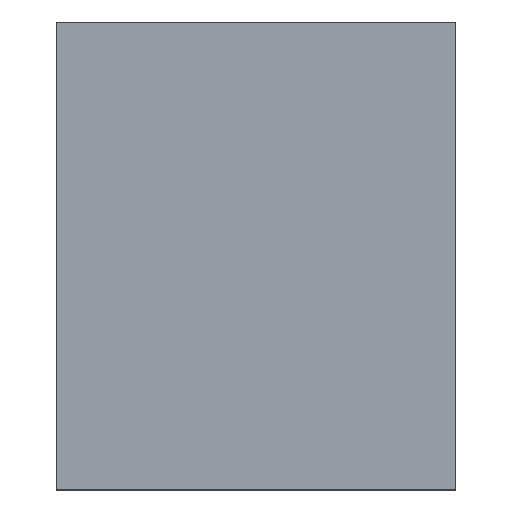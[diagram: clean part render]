
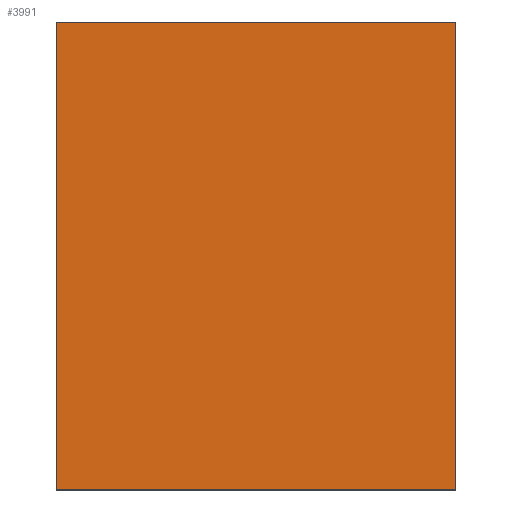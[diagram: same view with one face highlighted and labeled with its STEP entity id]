
A CAD part, top view. The second image highlights one B-rep face of the part: STEP entity #3991.
In plain terms, the highlighted planar face has unit normal (0, 0, 1).
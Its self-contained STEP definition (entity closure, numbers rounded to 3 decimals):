
#1847 = PLANE('',#1848);
#1848 = AXIS2_PLACEMENT_3D('',#1849,#1850,#1851);
#1849 = CARTESIAN_POINT('',(12.6,-14.68,0.55));
#1850 = DIRECTION('',(0.,1.,0.));
#1851 = DIRECTION('',(0.,0.,-1.));
#3838 = EDGE_CURVE('',#3839,#3841,#3843,.T.);
#3839 = VERTEX_POINT('',#3840);
#3840 = CARTESIAN_POINT('',(12.6,-14.68,14.95));
#3841 = VERTEX_POINT('',#3842);
#3842 = CARTESIAN_POINT('',(-2.6,-14.68,14.95));
#3843 = SURFACE_CURVE('',#3844,(#3848,#3855),.PCURVE_S1.);
#3844 = LINE('',#3845,#3846);
#3845 = CARTESIAN_POINT('',(12.6,-14.68,14.95));
#3846 = VECTOR('',#3847,1.);
#3847 = DIRECTION('',(-1.,0.,0.));
#3848 = PCURVE('',#1847,#3849);
#3849 = DEFINITIONAL_REPRESENTATION('',(#3850),#3854);
#3850 = LINE('',#3851,#3852);
#3851 = CARTESIAN_POINT('',(-14.4,0.));
#3852 = VECTOR('',#3853,1.);
#3853 = DIRECTION('',(0.,1.));
#3854 = ( GEOMETRIC_REPRESENTATION_CONTEXT(2) 
PARAMETRIC_REPRESENTATION_CONTEXT() REPRESENTATION_CONTEXT('2D SPACE',''
  ) );
#3855 = PCURVE('',#3856,#3861);
#3856 = PLANE('',#3857);
#3857 = AXIS2_PLACEMENT_3D('',#3858,#3859,#3860);
#3858 = CARTESIAN_POINT('',(12.6,3.12,14.95));
#3859 = DIRECTION('',(0.,0.,1.));
#3860 = DIRECTION('',(1.,0.,0.));
#3861 = DEFINITIONAL_REPRESENTATION('',(#3862),#3866);
#3862 = LINE('',#3863,#3864);
#3863 = CARTESIAN_POINT('',(0.,-17.8));
#3864 = VECTOR('',#3865,1.);
#3865 = DIRECTION('',(-1.,0.));
#3866 = ( GEOMETRIC_REPRESENTATION_CONTEXT(2) 
PARAMETRIC_REPRESENTATION_CONTEXT() REPRESENTATION_CONTEXT('2D SPACE',''
  ) );
#3884 = PLANE('',#3885);
#3885 = AXIS2_PLACEMENT_3D('',#3886,#3887,#3888);
#3886 = CARTESIAN_POINT('',(-2.6,-14.68,0.55));
#3887 = DIRECTION('',(1.,0.,0.));
#3888 = DIRECTION('',(0.,0.,-1.));
#3938 = PLANE('',#3939);
#3939 = AXIS2_PLACEMENT_3D('',#3940,#3941,#3942);
#3940 = CARTESIAN_POINT('',(12.6,-14.68,0.55));
#3941 = DIRECTION('',(-1.,0.,0.));
#3942 = DIRECTION('',(0.,1.,0.));
#3991 = ADVANCED_FACE('',(#3992),#3856,.T.);
#3992 = FACE_BOUND('',#3993,.T.);
#3993 = EDGE_LOOP('',(#3994,#4017,#4045,#4066));
#3994 = ORIENTED_EDGE('',*,*,#3995,.F.);
#3995 = EDGE_CURVE('',#3996,#3839,#3998,.T.);
#3996 = VERTEX_POINT('',#3997);
#3997 = CARTESIAN_POINT('',(12.6,3.12,14.95));
#3998 = SURFACE_CURVE('',#3999,(#4003,#4010),.PCURVE_S1.);
#3999 = LINE('',#4000,#4001);
#4000 = CARTESIAN_POINT('',(12.6,-14.68,14.95));
#4001 = VECTOR('',#4002,1.);
#4002 = DIRECTION('',(0.,-1.,0.));
#4003 = PCURVE('',#3856,#4004);
#4004 = DEFINITIONAL_REPRESENTATION('',(#4005),#4009);
#4005 = LINE('',#4006,#4007);
#4006 = CARTESIAN_POINT('',(0.,-17.8));
#4007 = VECTOR('',#4008,1.);
#4008 = DIRECTION('',(0.,-1.));
#4009 = ( GEOMETRIC_REPRESENTATION_CONTEXT(2) 
PARAMETRIC_REPRESENTATION_CONTEXT() REPRESENTATION_CONTEXT('2D SPACE',''
  ) );
#4010 = PCURVE('',#3938,#4011);
#4011 = DEFINITIONAL_REPRESENTATION('',(#4012),#4016);
#4012 = LINE('',#4013,#4014);
#4013 = CARTESIAN_POINT('',(0.,-14.4));
#4014 = VECTOR('',#4015,1.);
#4015 = DIRECTION('',(-1.,0.));
#4016 = ( GEOMETRIC_REPRESENTATION_CONTEXT(2) 
PARAMETRIC_REPRESENTATION_CONTEXT() REPRESENTATION_CONTEXT('2D SPACE',''
  ) );
#4017 = ORIENTED_EDGE('',*,*,#4018,.F.);
#4018 = EDGE_CURVE('',#4019,#3996,#4021,.T.);
#4019 = VERTEX_POINT('',#4020);
#4020 = CARTESIAN_POINT('',(-2.6,3.12,14.95));
#4021 = SURFACE_CURVE('',#4022,(#4026,#4033),.PCURVE_S1.);
#4022 = LINE('',#4023,#4024);
#4023 = CARTESIAN_POINT('',(12.6,3.12,14.95));
#4024 = VECTOR('',#4025,1.);
#4025 = DIRECTION('',(1.,0.,0.));
#4026 = PCURVE('',#3856,#4027);
#4027 = DEFINITIONAL_REPRESENTATION('',(#4028),#4032);
#4028 = LINE('',#4029,#4030);
#4029 = CARTESIAN_POINT('',(0.,0.));
#4030 = VECTOR('',#4031,1.);
#4031 = DIRECTION('',(1.,0.));
#4032 = ( GEOMETRIC_REPRESENTATION_CONTEXT(2) 
PARAMETRIC_REPRESENTATION_CONTEXT() REPRESENTATION_CONTEXT('2D SPACE',''
  ) );
#4033 = PCURVE('',#4034,#4039);
#4034 = PLANE('',#4035);
#4035 = AXIS2_PLACEMENT_3D('',#4036,#4037,#4038);
#4036 = CARTESIAN_POINT('',(12.6,3.12,0.55));
#4037 = DIRECTION('',(0.,-1.,0.));
#4038 = DIRECTION('',(0.,0.,1.));
#4039 = DEFINITIONAL_REPRESENTATION('',(#4040),#4044);
#4040 = LINE('',#4041,#4042);
#4041 = CARTESIAN_POINT('',(14.4,0.));
#4042 = VECTOR('',#4043,1.);
#4043 = DIRECTION('',(0.,-1.));
#4044 = ( GEOMETRIC_REPRESENTATION_CONTEXT(2) 
PARAMETRIC_REPRESENTATION_CONTEXT() REPRESENTATION_CONTEXT('2D SPACE',''
  ) );
#4045 = ORIENTED_EDGE('',*,*,#4046,.F.);
#4046 = EDGE_CURVE('',#3841,#4019,#4047,.T.);
#4047 = SURFACE_CURVE('',#4048,(#4052,#4059),.PCURVE_S1.);
#4048 = LINE('',#4049,#4050);
#4049 = CARTESIAN_POINT('',(-2.6,-14.68,14.95));
#4050 = VECTOR('',#4051,1.);
#4051 = DIRECTION('',(0.,1.,0.));
#4052 = PCURVE('',#3856,#4053);
#4053 = DEFINITIONAL_REPRESENTATION('',(#4054),#4058);
#4054 = LINE('',#4055,#4056);
#4055 = CARTESIAN_POINT('',(-15.2,-17.8));
#4056 = VECTOR('',#4057,1.);
#4057 = DIRECTION('',(0.,1.));
#4058 = ( GEOMETRIC_REPRESENTATION_CONTEXT(2) 
PARAMETRIC_REPRESENTATION_CONTEXT() REPRESENTATION_CONTEXT('2D SPACE',''
  ) );
#4059 = PCURVE('',#3884,#4060);
#4060 = DEFINITIONAL_REPRESENTATION('',(#4061),#4065);
#4061 = LINE('',#4062,#4063);
#4062 = CARTESIAN_POINT('',(-14.4,0.));
#4063 = VECTOR('',#4064,1.);
#4064 = DIRECTION('',(0.,1.));
#4065 = ( GEOMETRIC_REPRESENTATION_CONTEXT(2) 
PARAMETRIC_REPRESENTATION_CONTEXT() REPRESENTATION_CONTEXT('2D SPACE',''
  ) );
#4066 = ORIENTED_EDGE('',*,*,#3838,.F.);
